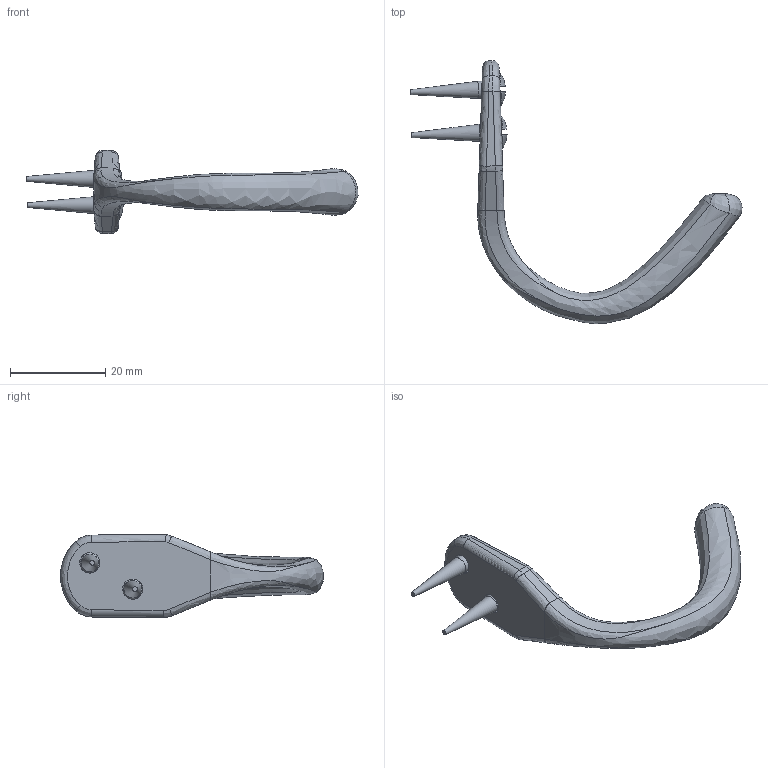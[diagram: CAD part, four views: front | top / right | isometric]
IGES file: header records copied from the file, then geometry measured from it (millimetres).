
Global section: file name: P2349; native system: Autodesk Inventor 2018; preprocessor: unknown; author: ashami; date: 20180911.110448; units: millimetre
Bounding box: 69.57 x 55.13 x 17.4 mm (x, y, z)
Volume: 5329.1 mm3; surface area: 3511 mm2
Topology: 4 solids, 4 shells, 70 faces, 179 edges, 112 vertices
Faces by surface type: bspline 70
